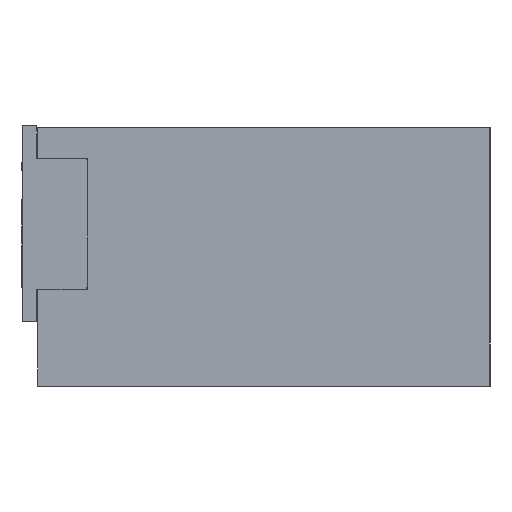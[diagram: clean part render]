
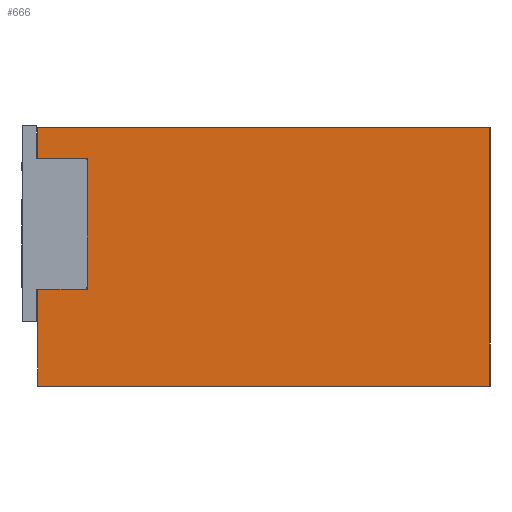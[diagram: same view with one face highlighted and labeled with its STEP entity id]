
A CAD part, left-side view. The second image highlights one B-rep face of the part: STEP entity #666.
In plain terms, the highlighted planar face has unit normal (-1, 0, 0).
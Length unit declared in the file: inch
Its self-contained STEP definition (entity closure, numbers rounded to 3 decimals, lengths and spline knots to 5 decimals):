
#65 = ORIENTED_EDGE ( 'NONE', *, *, #3882, .F. ) ;
#259 = DIRECTION ( 'NONE',  ( 0., 1., 0. ) ) ;
#499 = EDGE_CURVE ( 'NONE', #4588, #4546, #4611, .T. ) ;
#616 = VECTOR ( 'NONE', #6639, 39.37008 ) ;
#666 = ADVANCED_FACE ( 'NONE', ( #8870 ), #3784, .F. ) ;
#760 = EDGE_CURVE ( 'NONE', #1800, #4546, #4368, .T. ) ;
#811 = CARTESIAN_POINT ( 'NONE',  ( 0., 1.54, 0.37 ) ) ;
#1080 = DIRECTION ( 'NONE',  ( 0., 1., 0. ) ) ;
#1327 = EDGE_LOOP ( 'NONE', ( #5862, #1867, #4833, #6212, #6943, #8221, #6851, #65 ) ) ;
#1378 = CARTESIAN_POINT ( 'NONE',  ( 0., 1.73, 0.99 ) ) ;
#1411 = DIRECTION ( 'NONE',  ( 0., -1., 0. ) ) ;
#1462 = VERTEX_POINT ( 'NONE', #7461 ) ;
#1617 = CARTESIAN_POINT ( 'NONE',  ( 0., 1.73, 0.871 ) ) ;
#1800 = VERTEX_POINT ( 'NONE', #7526 ) ;
#1867 = ORIENTED_EDGE ( 'NONE', *, *, #8813, .T. ) ;
#2350 = VECTOR ( 'NONE', #259, 39.37008 ) ;
#2490 = AXIS2_PLACEMENT_3D ( 'NONE', #5891, #5241, #7464 ) ;
#2540 = CARTESIAN_POINT ( 'NONE',  ( 0., 0., 0.99 ) ) ;
#3216 = LINE ( 'NONE', #811, #2350 ) ;
#3574 = LINE ( 'NONE', #5134, #7911 ) ;
#3733 = CARTESIAN_POINT ( 'NONE',  ( 0., 0., 0. ) ) ;
#3784 = PLANE ( 'NONE',  #2490 ) ;
#3853 = CARTESIAN_POINT ( 'NONE',  ( 0., 0., 0.99 ) ) ;
#3882 = EDGE_CURVE ( 'NONE', #9354, #5363, #3927, .T. ) ;
#3927 = LINE ( 'NONE', #6318, #9624 ) ;
#4040 = CARTESIAN_POINT ( 'NONE',  ( 0., 1.73, 0.99 ) ) ;
#4177 = VECTOR ( 'NONE', #4360, 39.37008 ) ;
#4360 = DIRECTION ( 'NONE',  ( 0., 0., -1. ) ) ;
#4368 = LINE ( 'NONE', #3733, #616 ) ;
#4546 = VERTEX_POINT ( 'NONE', #8454 ) ;
#4588 = VERTEX_POINT ( 'NONE', #3853 ) ;
#4611 = LINE ( 'NONE', #2540, #8439 ) ;
#4776 = VECTOR ( 'NONE', #5368, 39.37008 ) ;
#4833 = ORIENTED_EDGE ( 'NONE', *, *, #8153, .T. ) ;
#5065 = CARTESIAN_POINT ( 'NONE',  ( 0., 1.73, 0.37 ) ) ;
#5069 = VERTEX_POINT ( 'NONE', #5065 ) ;
#5134 = CARTESIAN_POINT ( 'NONE',  ( 0., 0., 0.99 ) ) ;
#5171 = CARTESIAN_POINT ( 'NONE',  ( 0., 1.54, 0.37 ) ) ;
#5241 = DIRECTION ( 'NONE',  ( 1., 0., 0. ) ) ;
#5363 = VERTEX_POINT ( 'NONE', #1617 ) ;
#5368 = DIRECTION ( 'NONE',  ( 0., 0., -1. ) ) ;
#5471 = EDGE_CURVE ( 'NONE', #1462, #9354, #5963, .T. ) ;
#5604 = VERTEX_POINT ( 'NONE', #4040 ) ;
#5710 = VECTOR ( 'NONE', #9618, 39.37008 ) ;
#5862 = ORIENTED_EDGE ( 'NONE', *, *, #5471, .F. ) ;
#5891 = CARTESIAN_POINT ( 'NONE',  ( 0., 0., 0.99 ) ) ;
#5963 = LINE ( 'NONE', #5171, #5710 ) ;
#6212 = ORIENTED_EDGE ( 'NONE', *, *, #760, .T. ) ;
#6318 = CARTESIAN_POINT ( 'NONE',  ( 0., 1.54, 0.871 ) ) ;
#6332 = CARTESIAN_POINT ( 'NONE',  ( 0., 1.54, 0.871 ) ) ;
#6639 = DIRECTION ( 'NONE',  ( 0., -1., 0. ) ) ;
#6851 = ORIENTED_EDGE ( 'NONE', *, *, #7125, .T. ) ;
#6893 = EDGE_CURVE ( 'NONE', #5604, #4588, #3574, .T. ) ;
#6943 = ORIENTED_EDGE ( 'NONE', *, *, #499, .F. ) ;
#7125 = EDGE_CURVE ( 'NONE', #5604, #5363, #7581, .T. ) ;
#7461 = CARTESIAN_POINT ( 'NONE',  ( 0., 1.54, 0.37 ) ) ;
#7464 = DIRECTION ( 'NONE',  ( 0., 0., -1. ) ) ;
#7526 = CARTESIAN_POINT ( 'NONE',  ( 0., 1.73, 0. ) ) ;
#7535 = CARTESIAN_POINT ( 'NONE',  ( 0., 1.73, 0.99 ) ) ;
#7581 = LINE ( 'NONE', #7535, #4776 ) ;
#7911 = VECTOR ( 'NONE', #1411, 39.37008 ) ;
#8153 = EDGE_CURVE ( 'NONE', #5069, #1800, #8865, .T. ) ;
#8221 = ORIENTED_EDGE ( 'NONE', *, *, #6893, .F. ) ;
#8323 = DIRECTION ( 'NONE',  ( 0., 0., -1. ) ) ;
#8439 = VECTOR ( 'NONE', #8323, 39.37008 ) ;
#8454 = CARTESIAN_POINT ( 'NONE',  ( 0., 0., 0. ) ) ;
#8813 = EDGE_CURVE ( 'NONE', #1462, #5069, #3216, .T. ) ;
#8865 = LINE ( 'NONE', #1378, #4177 ) ;
#8870 = FACE_OUTER_BOUND ( 'NONE', #1327, .T. ) ;
#9354 = VERTEX_POINT ( 'NONE', #6332 ) ;
#9618 = DIRECTION ( 'NONE',  ( 0., 0., 1. ) ) ;
#9624 = VECTOR ( 'NONE', #1080, 39.37008 ) ;
